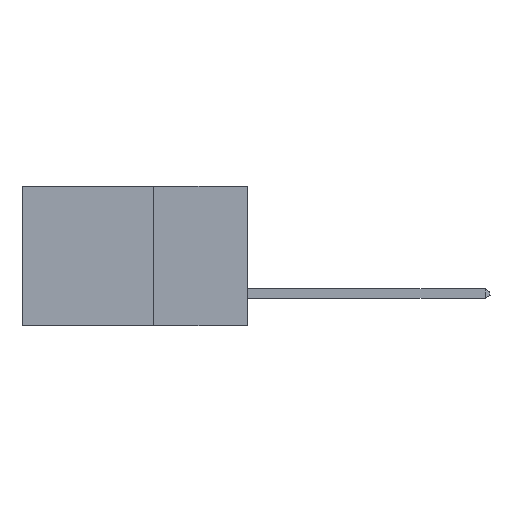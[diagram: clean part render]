
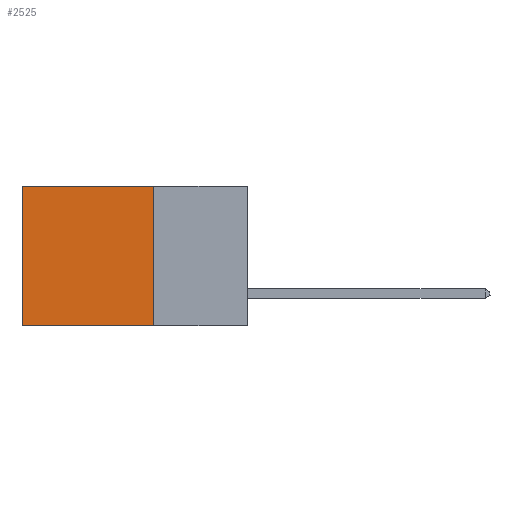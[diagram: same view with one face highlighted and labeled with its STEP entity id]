
A CAD part, left-side view. The second image highlights one B-rep face of the part: STEP entity #2525.
In plain terms, the highlighted planar face has unit normal (-1, 0, 0).
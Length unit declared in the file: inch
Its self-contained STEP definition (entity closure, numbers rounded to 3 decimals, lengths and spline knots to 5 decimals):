
#371 = VECTOR ( 'NONE', #17823, 39.37008 ) ;
#474 = LINE ( 'NONE', #23440, #20820 ) ;
#637 = VERTEX_POINT ( 'NONE', #18656 ) ;
#2421 = LINE ( 'NONE', #20979, #4801 ) ;
#2525 = ADVANCED_FACE ( 'NONE', ( #19447 ), #28029, .F. ) ;
#3205 = CARTESIAN_POINT ( 'NONE',  ( 0.298, 0.6, 0. ) ) ;
#4801 = VECTOR ( 'NONE', #5813, 39.37008 ) ;
#4941 = CARTESIAN_POINT ( 'NONE',  ( 0.298, 0.6, 0. ) ) ;
#5813 = DIRECTION ( 'NONE',  ( 0., 0., -1. ) ) ;
#6025 = ORIENTED_EDGE ( 'NONE', *, *, #24535, .T. ) ;
#6132 = LINE ( 'NONE', #15607, #371 ) ;
#7623 = ORIENTED_EDGE ( 'NONE', *, *, #22215, .F. ) ;
#8228 = VERTEX_POINT ( 'NONE', #3205 ) ;
#8607 = CARTESIAN_POINT ( 'NONE',  ( 0.298, 0.6, -0.37 ) ) ;
#11130 = EDGE_CURVE ( 'NONE', #8228, #19527, #25705, .T. ) ;
#12055 = VERTEX_POINT ( 'NONE', #26655 ) ;
#12910 = DIRECTION ( 'NONE',  ( 0., 1., 0. ) ) ;
#14905 = CARTESIAN_POINT ( 'NONE',  ( 0.298, 0.25, 0. ) ) ;
#14999 = DIRECTION ( 'NONE',  ( 1., 0., 0. ) ) ;
#15607 = CARTESIAN_POINT ( 'NONE',  ( 0.298, 0.25, 0. ) ) ;
#17823 = DIRECTION ( 'NONE',  ( 0., 1., 0. ) ) ;
#18656 = CARTESIAN_POINT ( 'NONE',  ( 0.298, 0.25, 0. ) ) ;
#18699 = EDGE_CURVE ( 'NONE', #637, #12055, #2421, .T. ) ;
#19269 = EDGE_LOOP ( 'NONE', ( #19400, #7623, #27566, #6025 ) ) ;
#19400 = ORIENTED_EDGE ( 'NONE', *, *, #11130, .T. ) ;
#19447 = FACE_OUTER_BOUND ( 'NONE', #19269, .T. ) ;
#19527 = VERTEX_POINT ( 'NONE', #8607 ) ;
#20712 = AXIS2_PLACEMENT_3D ( 'NONE', #14905, #14999, #23545 ) ;
#20820 = VECTOR ( 'NONE', #12910, 39.37008 ) ;
#20979 = CARTESIAN_POINT ( 'NONE',  ( 0.298, 0.25, 0. ) ) ;
#22215 = EDGE_CURVE ( 'NONE', #12055, #19527, #474, .T. ) ;
#23440 = CARTESIAN_POINT ( 'NONE',  ( 0.298, 0.25, -0.37 ) ) ;
#23545 = DIRECTION ( 'NONE',  ( 0., 0., -1. ) ) ;
#24535 = EDGE_CURVE ( 'NONE', #637, #8228, #6132, .T. ) ;
#25705 = LINE ( 'NONE', #4941, #28067 ) ;
#26470 = DIRECTION ( 'NONE',  ( 0., 0., -1. ) ) ;
#26655 = CARTESIAN_POINT ( 'NONE',  ( 0.298, 0.25, -0.37 ) ) ;
#27566 = ORIENTED_EDGE ( 'NONE', *, *, #18699, .F. ) ;
#28029 = PLANE ( 'NONE',  #20712 ) ;
#28067 = VECTOR ( 'NONE', #26470, 39.37008 ) ;
